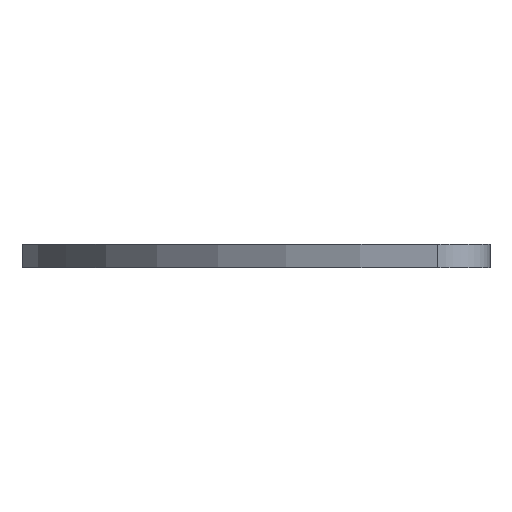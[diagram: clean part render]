
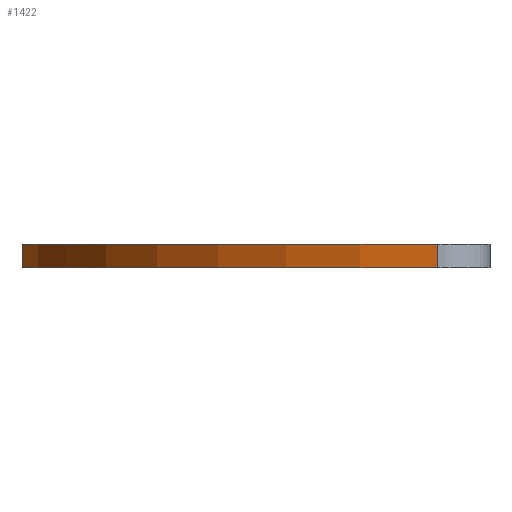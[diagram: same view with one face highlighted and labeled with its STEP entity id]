
A CAD part, left-side view. The second image highlights one B-rep face of the part: STEP entity #1422.
In plain terms, the highlighted cylindrical face has radius 20 mm (diameter 40 mm), a partial arc.
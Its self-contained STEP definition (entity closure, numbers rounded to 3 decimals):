
#211=CARTESIAN_POINT('',(7.778,9.876,0.5));
#212=VERTEX_POINT('',#211);
#220=CARTESIAN_POINT('',(-9.876,-7.778,0.5));
#221=VERTEX_POINT('',#220);
#222=CARTESIAN_POINT('',(10.0,-10.,0.5));
#223=DIRECTION('',(0.0,0.0,-1.0));
#224=DIRECTION('',(0.0,1.0,0.0));
#225=AXIS2_PLACEMENT_3D('',#222,#223,#224);
#226=CIRCLE('',#225,20.0);
#227=EDGE_CURVE('',#221,#212,#226,.T.);
#441=CARTESIAN_POINT('',(-9.876,-7.778,-0.5));
#442=VERTEX_POINT('',#441);
#443=CARTESIAN_POINT('',(-9.876,-7.778,0.5));
#444=DIRECTION('',(0.0,0.0,-1.0));
#445=VECTOR('',#444,1.0);
#446=LINE('',#443,#445);
#447=EDGE_CURVE('',#221,#442,#446,.T.);
#570=CARTESIAN_POINT('',(7.778,9.876,-0.5));
#571=VERTEX_POINT('',#570);
#572=CARTESIAN_POINT('',(10.0,-10.,-0.5));
#573=DIRECTION('',(0.0,0.0,1.0));
#574=DIRECTION('',(0.0,1.0,0.0));
#575=AXIS2_PLACEMENT_3D('',#572,#573,#574);
#576=CIRCLE('',#575,20.0);
#577=EDGE_CURVE('',#571,#442,#576,.T.);
#805=CARTESIAN_POINT('',(7.778,9.876,-0.5));
#806=DIRECTION('',(0.0,0.0,1.0));
#807=VECTOR('',#806,1.0);
#808=LINE('',#805,#807);
#809=EDGE_CURVE('',#571,#212,#808,.T.);
#1411=CARTESIAN_POINT('',(10.0,-10.,0.0));
#1412=DIRECTION('',(0.0,0.0,1.0));
#1413=DIRECTION('',(0.0,1.0,0.0));
#1414=AXIS2_PLACEMENT_3D('',#1411,#1412,#1413);
#1415=CYLINDRICAL_SURFACE('',#1414,20.0);
#1416=ORIENTED_EDGE('',*,*,#447,.F.);
#1417=ORIENTED_EDGE('',*,*,#227,.T.);
#1418=ORIENTED_EDGE('',*,*,#809,.F.);
#1419=ORIENTED_EDGE('',*,*,#577,.T.);
#1420=EDGE_LOOP('',(#1416,#1417,#1418,#1419));
#1421=FACE_OUTER_BOUND('',#1420,.T.);
#1422=ADVANCED_FACE('',(#1421),#1415,.T.);
